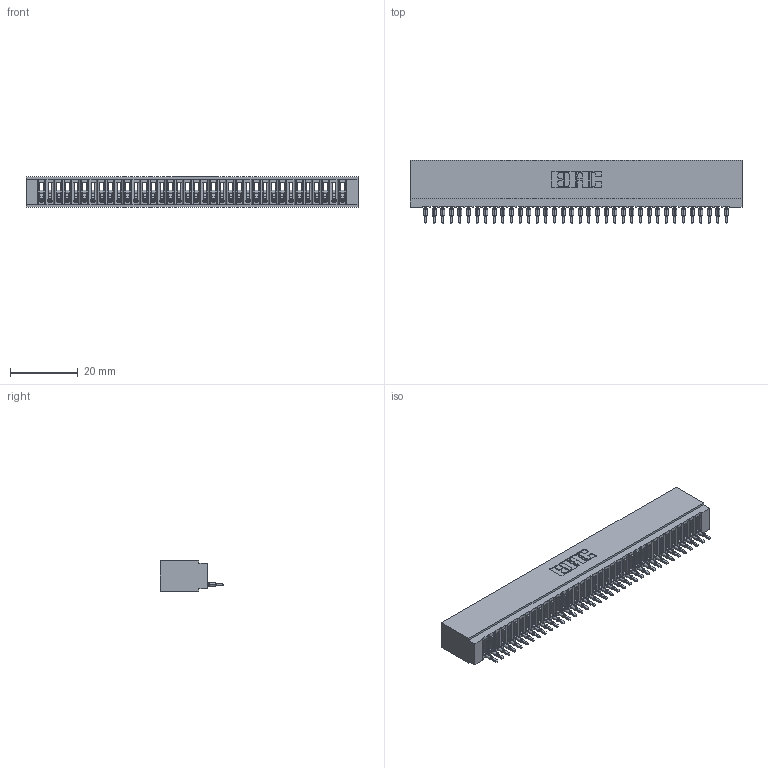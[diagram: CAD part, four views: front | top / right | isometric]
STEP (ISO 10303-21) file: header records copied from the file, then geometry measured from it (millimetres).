
FILE_DESCRIPTION (( 'STEP AP203' ), '1' );
FILE_NAME ('725-036-520-101.STEP', '2020-09-09T21:50:07', ( '' ), ( '' ), 'SwSTEP 2.0', 'SolidWorks 2020', '' );
FILE_SCHEMA (( 'CONFIG_CONTROL_DESIGN' ));
Length unit declared in the file: inch
Products named in the file (3): 725 Part_Insulator Option - 01; 745-292-001_520; 725-036-520-101
Assembly tree (37 placements, depth 2):
  725-036-520-101
    725 Part_Insulator Option - 01
    745-292-001_520  x36
Bounding box: 98.04 x 18.81 x 8.89 mm (x, y, z)
Volume: 7422.5 mm3; surface area: 13973.2 mm2
Topology: 37 solids, 37 shells, 4127 faces, 11342 edges, 7152 vertices
Faces by surface type: plane 2467, cylinder 724, bspline 720, torus 216
Entity records: 60244 total; most frequent: CARTESIAN_POINT 11115, ORIENTED_EDGE 10574, DIRECTION 9173, EDGE_CURVE 5287, VECTOR 4889, LINE 4889, VERTEX_POINT 3372, AXIS2_PLACEMENT_3D 2142
